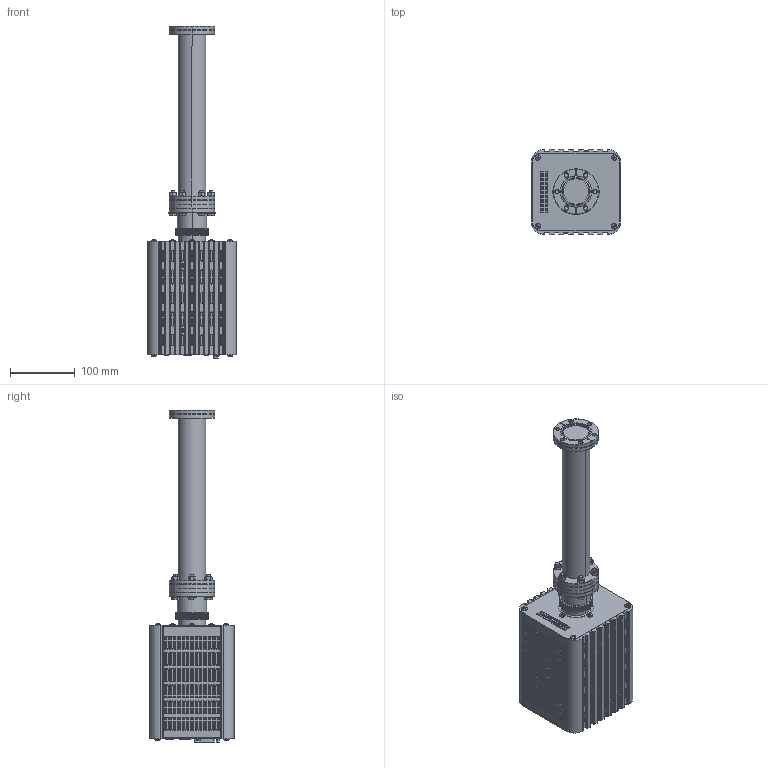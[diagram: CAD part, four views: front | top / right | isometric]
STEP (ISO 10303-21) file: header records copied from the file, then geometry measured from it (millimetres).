
FILE_DESCRIPTION( (''), '2;1');
FILE_NAME ('Qulee_HGM2-202_302_02.stp','2020-08-21T16:59:31',(''),(''),'spGate 15.6.6','','');
FILE_SCHEMA (('AUTOMOTIVE_DESIGN'));
Length unit declared in the file: millimetre
Products named in the file (2): Assembly; Qulee_HGM2-202_302_02-prt0
Assembly tree (1 placements, depth 2):
  Assembly
    Qulee_HGM2-202_302_02-prt0
Bounding box: 137 x 132 x 512 mm (x, y, z)
Volume: 3556597.5 mm3; surface area: 227499.6 mm2
Topology: 1 solids, 1 shells, 4605 faces, 11972 edges, 7936 vertices
Faces by surface type: plane 2871, bspline 971, cylinder 719, sphere 44
Entity records: 262222 total; most frequent: CARTESIAN_POINT 61877, ORIENTED_EDGE 23928, DIRECTION 18670, COLOUR_RGB 16570, PRESENTATION_STYLE_ASSIGNMENT 16570, STYLED_ITEM 16570, EDGE_CURVE 11964, DRAUGHTING_PRE_DEFINED_CURVE_FONT 11964
